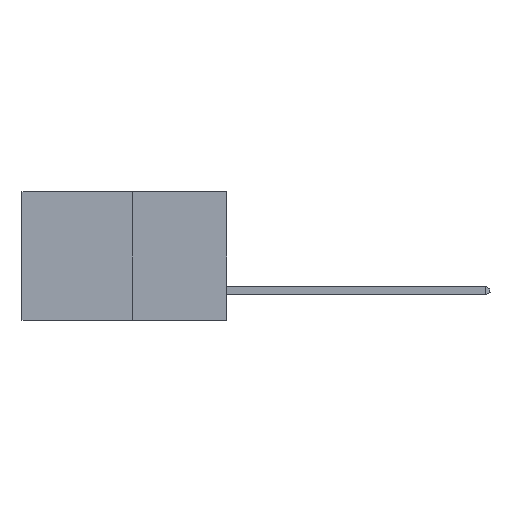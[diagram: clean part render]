
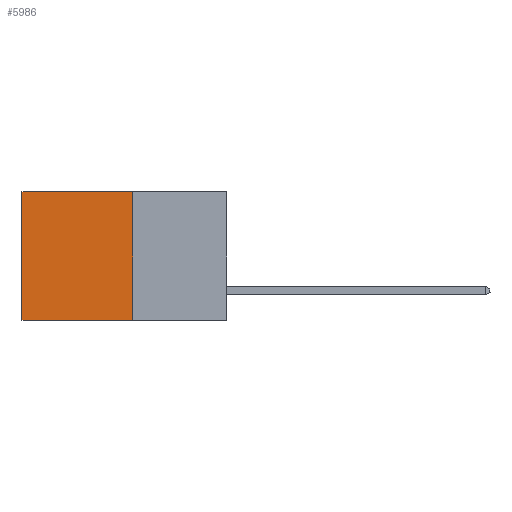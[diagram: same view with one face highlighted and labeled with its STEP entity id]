
A CAD part, left-side view. The second image highlights one B-rep face of the part: STEP entity #5986.
In plain terms, the highlighted planar face has unit normal (-1, 0, 0).
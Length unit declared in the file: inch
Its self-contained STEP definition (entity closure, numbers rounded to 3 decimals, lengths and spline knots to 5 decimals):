
#84 = VECTOR ( 'NONE', #9976, 39.37008 ) ;
#375 = CARTESIAN_POINT ( 'NONE',  ( 0.277, 0.27, 0. ) ) ;
#735 = DIRECTION ( 'NONE',  ( 0., 1., 0. ) ) ;
#742 = LINE ( 'NONE', #7491, #7150 ) ;
#797 = VERTEX_POINT ( 'NONE', #375 ) ;
#875 = ORIENTED_EDGE ( 'NONE', *, *, #6476, .T. ) ;
#954 = ORIENTED_EDGE ( 'NONE', *, *, #3919, .F. ) ;
#984 = ORIENTED_EDGE ( 'NONE', *, *, #2631, .T. ) ;
#1022 = ORIENTED_EDGE ( 'NONE', *, *, #6292, .F. ) ;
#1942 = CARTESIAN_POINT ( 'NONE',  ( 0.277, 0.59, -0.37 ) ) ;
#2522 = CARTESIAN_POINT ( 'NONE',  ( 0.277, 0.27, -0.37 ) ) ;
#2631 = EDGE_CURVE ( 'NONE', #797, #3973, #10003, .T. ) ;
#2932 = VECTOR ( 'NONE', #5150, 39.37008 ) ;
#3187 = LINE ( 'NONE', #1942, #2932 ) ;
#3919 = EDGE_CURVE ( 'NONE', #4665, #5651, #742, .T. ) ;
#3973 = VERTEX_POINT ( 'NONE', #9564 ) ;
#4397 = CARTESIAN_POINT ( 'NONE',  ( 0.277, 0.27, -0.37 ) ) ;
#4665 = VERTEX_POINT ( 'NONE', #2522 ) ;
#5150 = DIRECTION ( 'NONE',  ( 0., 0., -1. ) ) ;
#5212 = EDGE_LOOP ( 'NONE', ( #875, #954, #1022, #984 ) ) ;
#5651 = VERTEX_POINT ( 'NONE', #7706 ) ;
#5986 = ADVANCED_FACE ( 'NONE', ( #9036 ), #9624, .F. ) ;
#6188 = DIRECTION ( 'NONE',  ( 0., 0., -1. ) ) ;
#6292 = EDGE_CURVE ( 'NONE', #797, #4665, #8467, .T. ) ;
#6409 = VECTOR ( 'NONE', #9851, 39.37008 ) ;
#6476 = EDGE_CURVE ( 'NONE', #3973, #5651, #3187, .T. ) ;
#6849 = AXIS2_PLACEMENT_3D ( 'NONE', #9505, #8349, #6188 ) ;
#7150 = VECTOR ( 'NONE', #735, 39.37008 ) ;
#7491 = CARTESIAN_POINT ( 'NONE',  ( 0.277, 0.27, -0.37 ) ) ;
#7706 = CARTESIAN_POINT ( 'NONE',  ( 0.277, 0.59, -0.37 ) ) ;
#7890 = CARTESIAN_POINT ( 'NONE',  ( 0.277, 0.27, 0. ) ) ;
#8349 = DIRECTION ( 'NONE',  ( 1., 0., 0. ) ) ;
#8467 = LINE ( 'NONE', #4397, #84 ) ;
#9036 = FACE_OUTER_BOUND ( 'NONE', #5212, .T. ) ;
#9505 = CARTESIAN_POINT ( 'NONE',  ( 0.277, 0.27, -0.37 ) ) ;
#9564 = CARTESIAN_POINT ( 'NONE',  ( 0.277, 0.59, 0. ) ) ;
#9624 = PLANE ( 'NONE',  #6849 ) ;
#9851 = DIRECTION ( 'NONE',  ( 0., 1., 0. ) ) ;
#9976 = DIRECTION ( 'NONE',  ( 0., 0., -1. ) ) ;
#10003 = LINE ( 'NONE', #7890, #6409 ) ;
